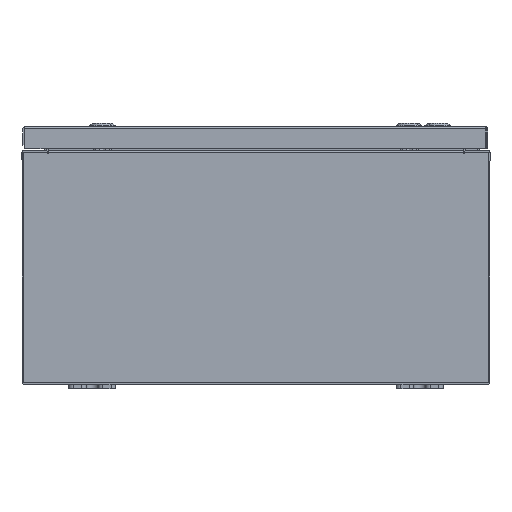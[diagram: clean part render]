
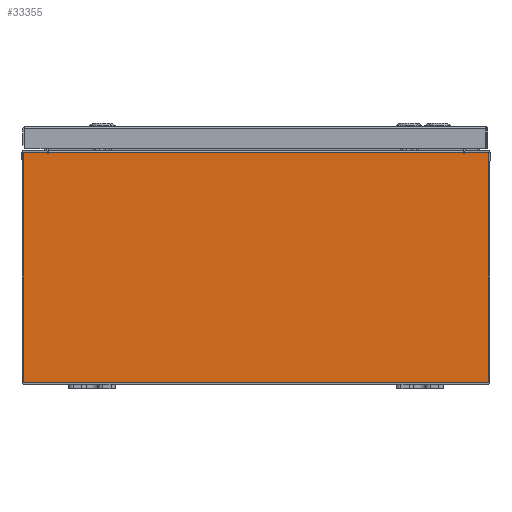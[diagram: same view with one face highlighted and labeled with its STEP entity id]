
A CAD part, front view. The second image highlights one B-rep face of the part: STEP entity #33355.
In plain terms, the highlighted face is planar.
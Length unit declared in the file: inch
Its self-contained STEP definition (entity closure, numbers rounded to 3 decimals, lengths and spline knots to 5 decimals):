
#916 = CARTESIAN_POINT ( 'NONE',  ( 8.92455, 0., 4.87495 ) ) ;
#1231 = CARTESIAN_POINT ( 'NONE',  ( 9.9253, 0., 4.9253 ) ) ;
#2714 = DIRECTION ( 'NONE',  ( 0., 0., -1. ) ) ;
#3171 = CARTESIAN_POINT ( 'NONE',  ( -9.9253, 0., -4.9253 ) ) ;
#3179 = CARTESIAN_POINT ( 'NONE',  ( 9.9253, 0., -4.9253 ) ) ;
#3961 = DIRECTION ( 'NONE',  ( 0., 0., -1. ) ) ;
#5772 = VECTOR ( 'NONE', #8207, 39.37008 ) ;
#6126 = DIRECTION ( 'NONE',  ( 0., 0., -1. ) ) ;
#6324 = ORIENTED_EDGE ( 'NONE', *, *, #10176, .T. ) ;
#6946 = CARTESIAN_POINT ( 'NONE',  ( 8.92455, 0., 0. ) ) ;
#8207 = DIRECTION ( 'NONE',  ( 1., 0., 0. ) ) ;
#10176 = EDGE_CURVE ( 'NONE', #60413, #14926, #60407, .T. ) ;
#10393 = CARTESIAN_POINT ( 'NONE',  ( -9.9253, 0., 4.9253 ) ) ;
#10802 = EDGE_CURVE ( 'NONE', #16982, #40833, #56525, .T. ) ;
#11219 = LINE ( 'NONE', #6946, #60302 ) ;
#11547 = VERTEX_POINT ( 'NONE', #3179 ) ;
#12268 = DIRECTION ( 'NONE',  ( 0., 0., 1. ) ) ;
#12315 = CARTESIAN_POINT ( 'NONE',  ( 8.8872, 0., 4.87495 ) ) ;
#12525 = DIRECTION ( 'NONE',  ( 0., 0., 1. ) ) ;
#13521 = CARTESIAN_POINT ( 'NONE',  ( -8.92455, 0., 4.87495 ) ) ;
#14370 = VERTEX_POINT ( 'NONE', #916 ) ;
#14926 = VERTEX_POINT ( 'NONE', #63206 ) ;
#15158 = LINE ( 'NONE', #31736, #41227 ) ;
#15833 = EDGE_CURVE ( 'NONE', #14926, #15987, #42484, .T. ) ;
#15987 = VERTEX_POINT ( 'NONE', #20907 ) ;
#16316 = CARTESIAN_POINT ( 'NONE',  ( 8.8872, 0., 4.9123 ) ) ;
#16963 = ORIENTED_EDGE ( 'NONE', *, *, #51454, .T. ) ;
#16982 = VERTEX_POINT ( 'NONE', #53811 ) ;
#17719 = DIRECTION ( 'NONE',  ( 0., 1., 0. ) ) ;
#18835 = LINE ( 'NONE', #62237, #5772 ) ;
#19413 = DIRECTION ( 'NONE',  ( 1., 0., 0. ) ) ;
#19562 = CARTESIAN_POINT ( 'NONE',  ( -8.8872, 0., 4.9123 ) ) ;
#20907 = CARTESIAN_POINT ( 'NONE',  ( -8.92455, 0., 4.9253 ) ) ;
#21291 = VECTOR ( 'NONE', #12525, 39.37008 ) ;
#23260 = ORIENTED_EDGE ( 'NONE', *, *, #56567, .F. ) ;
#23845 = VERTEX_POINT ( 'NONE', #13521 ) ;
#25012 = EDGE_LOOP ( 'NONE', ( #42417, #23260, #33034, #56132, #29982, #61499, #45304, #42248, #62206, #16963, #6324, #49241 ) ) ;
#27557 = LINE ( 'NONE', #1231, #52070 ) ;
#28095 = CARTESIAN_POINT ( 'NONE',  ( -9.9253, 0., 4.9253 ) ) ;
#28763 = DIRECTION ( 'NONE',  ( 0., 0., 1. ) ) ;
#29982 = ORIENTED_EDGE ( 'NONE', *, *, #47472, .F. ) ;
#30929 = CARTESIAN_POINT ( 'NONE',  ( -9.9253, 0., -4.9253 ) ) ;
#31736 = CARTESIAN_POINT ( 'NONE',  ( 8.8872, 0., 0. ) ) ;
#32032 = DIRECTION ( 'NONE',  ( 0., -1., 0. ) ) ;
#32449 = DIRECTION ( 'NONE',  ( 0., 1., 0. ) ) ;
#32508 = DIRECTION ( 'NONE',  ( -1., 0., 0. ) ) ;
#33034 = ORIENTED_EDGE ( 'NONE', *, *, #51101, .F. ) ;
#33182 = EDGE_CURVE ( 'NONE', #40833, #11547, #27557, .T. ) ;
#33355 = ADVANCED_FACE ( 'NONE', ( #35980 ), #41707, .F. ) ;
#33400 = EDGE_CURVE ( 'NONE', #14370, #35915, #58992, .T. ) ;
#35311 = EDGE_CURVE ( 'NONE', #16982, #14370, #11219, .T. ) ;
#35915 = VERTEX_POINT ( 'NONE', #12315 ) ;
#35980 = FACE_OUTER_BOUND ( 'NONE', #25012, .T. ) ;
#35983 = EDGE_CURVE ( 'NONE', #54717, #40847, #18835, .T. ) ;
#36179 = AXIS2_PLACEMENT_3D ( 'NONE', #47038, #17719, #51943 ) ;
#36290 = DIRECTION ( 'NONE',  ( 0., 0., -1. ) ) ;
#38415 = LINE ( 'NONE', #3171, #59931 ) ;
#38485 = LINE ( 'NONE', #63100, #63062 ) ;
#40447 = VERTEX_POINT ( 'NONE', #61796 ) ;
#40680 = CARTESIAN_POINT ( 'NONE',  ( 9.9253, 0., 4.9253 ) ) ;
#40833 = VERTEX_POINT ( 'NONE', #40680 ) ;
#40847 = VERTEX_POINT ( 'NONE', #16316 ) ;
#41227 = VECTOR ( 'NONE', #12268, 39.37008 ) ;
#41707 = PLANE ( 'NONE',  #56101 ) ;
#41770 = EDGE_CURVE ( 'NONE', #23845, #15987, #38485, .T. ) ;
#42248 = ORIENTED_EDGE ( 'NONE', *, *, #10802, .T. ) ;
#42417 = ORIENTED_EDGE ( 'NONE', *, *, #41770, .F. ) ;
#42484 = LINE ( 'NONE', #10393, #52430 ) ;
#45304 = ORIENTED_EDGE ( 'NONE', *, *, #35311, .F. ) ;
#45417 = DIRECTION ( 'NONE',  ( 0., 0., -1. ) ) ;
#46627 = CARTESIAN_POINT ( 'NONE',  ( 0., 0., 0. ) ) ;
#46790 = CARTESIAN_POINT ( 'NONE',  ( -9.9253, 0., 4.9253 ) ) ;
#47038 = CARTESIAN_POINT ( 'NONE',  ( -8.90587, 0., 4.87495 ) ) ;
#47472 = EDGE_CURVE ( 'NONE', #35915, #40847, #15158, .T. ) ;
#47654 = LINE ( 'NONE', #50134, #59206 ) ;
#49241 = ORIENTED_EDGE ( 'NONE', *, *, #15833, .T. ) ;
#50134 = CARTESIAN_POINT ( 'NONE',  ( -8.8872, 0., 0. ) ) ;
#51101 = EDGE_CURVE ( 'NONE', #54717, #40447, #47654, .T. ) ;
#51454 = EDGE_CURVE ( 'NONE', #11547, #60413, #38415, .T. ) ;
#51943 = DIRECTION ( 'NONE',  ( 0., 0., -1. ) ) ;
#52070 = VECTOR ( 'NONE', #6126, 39.37008 ) ;
#52430 = VECTOR ( 'NONE', #19413, 39.37008 ) ;
#52521 = DIRECTION ( 'NONE',  ( 1., 0., 0. ) ) ;
#53811 = CARTESIAN_POINT ( 'NONE',  ( 8.92455, 0., 4.9253 ) ) ;
#54717 = VERTEX_POINT ( 'NONE', #19562 ) ;
#54966 = VECTOR ( 'NONE', #52521, 39.37008 ) ;
#56101 = AXIS2_PLACEMENT_3D ( 'NONE', #46627, #32032, #2714 ) ;
#56132 = ORIENTED_EDGE ( 'NONE', *, *, #35983, .T. ) ;
#56525 = LINE ( 'NONE', #28095, #54966 ) ;
#56567 = EDGE_CURVE ( 'NONE', #40447, #23845, #56568, .T. ) ;
#56568 = CIRCLE ( 'NONE', #36179, 0.01868 ) ;
#58992 = CIRCLE ( 'NONE', #59374, 0.01868 ) ;
#59206 = VECTOR ( 'NONE', #45417, 39.37008 ) ;
#59374 = AXIS2_PLACEMENT_3D ( 'NONE', #61879, #32449, #3961 ) ;
#59931 = VECTOR ( 'NONE', #32508, 39.37008 ) ;
#60302 = VECTOR ( 'NONE', #36290, 39.37008 ) ;
#60407 = LINE ( 'NONE', #46790, #21291 ) ;
#60413 = VERTEX_POINT ( 'NONE', #30929 ) ;
#61499 = ORIENTED_EDGE ( 'NONE', *, *, #33400, .F. ) ;
#61796 = CARTESIAN_POINT ( 'NONE',  ( -8.8872, 0., 4.87495 ) ) ;
#61879 = CARTESIAN_POINT ( 'NONE',  ( 8.90588, 0., 4.87495 ) ) ;
#62206 = ORIENTED_EDGE ( 'NONE', *, *, #33182, .T. ) ;
#62237 = CARTESIAN_POINT ( 'NONE',  ( -8.8872, 0., 4.9123 ) ) ;
#63062 = VECTOR ( 'NONE', #28763, 39.37008 ) ;
#63100 = CARTESIAN_POINT ( 'NONE',  ( -8.92455, 0., 0. ) ) ;
#63206 = CARTESIAN_POINT ( 'NONE',  ( -9.9253, 0., 4.9253 ) ) ;
